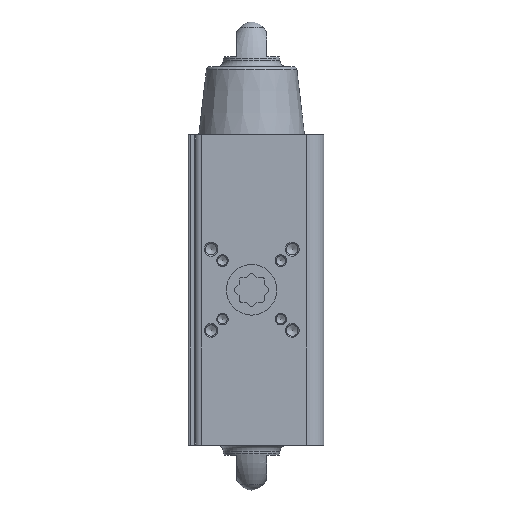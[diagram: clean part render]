
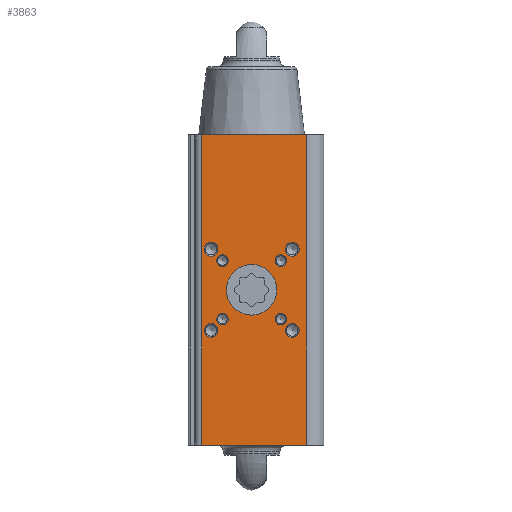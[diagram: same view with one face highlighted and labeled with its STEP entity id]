
A CAD part, front view. The second image highlights one B-rep face of the part: STEP entity #3863.
In plain terms, the highlighted planar face has unit normal (0, -1, 0).
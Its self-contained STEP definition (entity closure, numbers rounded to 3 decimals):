
#130=PLANE('',#4183);
#297=LINE('',#5872,#623);
#311=LINE('',#5917,#637);
#317=LINE('',#5944,#643);
#325=LINE('',#6065,#651);
#623=VECTOR('',#4640,1000.);
#637=VECTOR('',#4680,1000.);
#643=VECTOR('',#4708,1000.);
#651=VECTOR('',#4768,1000.);
#1038=ORIENTED_EDGE('',*,*,#2040,.F.);
#1039=ORIENTED_EDGE('',*,*,#2041,.F.);
#1040=ORIENTED_EDGE('',*,*,#2042,.F.);
#1041=ORIENTED_EDGE('',*,*,#2043,.F.);
#1042=ORIENTED_EDGE('',*,*,#2044,.F.);
#1043=ORIENTED_EDGE('',*,*,#2045,.F.);
#1044=ORIENTED_EDGE('',*,*,#2046,.F.);
#1045=ORIENTED_EDGE('',*,*,#2047,.F.);
#1046=ORIENTED_EDGE('',*,*,#2048,.F.);
#1047=ORIENTED_EDGE('',*,*,#2002,.T.);
#1048=ORIENTED_EDGE('',*,*,#2049,.F.);
#1049=ORIENTED_EDGE('',*,*,#2017,.F.);
#1050=ORIENTED_EDGE('',*,*,#1978,.T.);
#1978=EDGE_CURVE('',#2489,#2488,#297,.T.);
#2002=EDGE_CURVE('',#2488,#2506,#311,.T.);
#2017=EDGE_CURVE('',#2489,#2517,#317,.T.);
#2040=EDGE_CURVE('',#2535,#2535,#2871,.T.);
#2041=EDGE_CURVE('',#2536,#2536,#2872,.T.);
#2042=EDGE_CURVE('',#2537,#2537,#2873,.T.);
#2043=EDGE_CURVE('',#2538,#2538,#2874,.T.);
#2044=EDGE_CURVE('',#2539,#2539,#2875,.T.);
#2045=EDGE_CURVE('',#2540,#2540,#2876,.T.);
#2046=EDGE_CURVE('',#2541,#2541,#2877,.T.);
#2047=EDGE_CURVE('',#2542,#2542,#2878,.T.);
#2048=EDGE_CURVE('',#2543,#2543,#2879,.T.);
#2049=EDGE_CURVE('',#2517,#2506,#325,.T.);
#2488=VERTEX_POINT('',#5871);
#2489=VERTEX_POINT('',#5873);
#2506=VERTEX_POINT('',#5916);
#2517=VERTEX_POINT('',#5945);
#2535=VERTEX_POINT('',#6048);
#2536=VERTEX_POINT('',#6050);
#2537=VERTEX_POINT('',#6052);
#2538=VERTEX_POINT('',#6054);
#2539=VERTEX_POINT('',#6056);
#2540=VERTEX_POINT('',#6058);
#2541=VERTEX_POINT('',#6060);
#2542=VERTEX_POINT('',#6062);
#2543=VERTEX_POINT('',#6064);
#2871=CIRCLE('',#4184,3.);
#2872=CIRCLE('',#4185,3.);
#2873=CIRCLE('',#4186,3.);
#2874=CIRCLE('',#4187,3.);
#2875=CIRCLE('',#4188,2.5);
#2876=CIRCLE('',#4189,2.5);
#2877=CIRCLE('',#4190,2.5);
#2878=CIRCLE('',#4191,2.5);
#2879=CIRCLE('',#4192,11.);
#3047=EDGE_LOOP('',(#1038));
#3048=EDGE_LOOP('',(#1039));
#3049=EDGE_LOOP('',(#1040));
#3050=EDGE_LOOP('',(#1041));
#3051=EDGE_LOOP('',(#1042));
#3052=EDGE_LOOP('',(#1043));
#3053=EDGE_LOOP('',(#1044));
#3054=EDGE_LOOP('',(#1045));
#3055=EDGE_LOOP('',(#1046));
#3056=EDGE_LOOP('',(#1047,#1048,#1049,#1050));
#3422=FACE_BOUND('',#3047,.T.);
#3423=FACE_BOUND('',#3048,.T.);
#3424=FACE_BOUND('',#3049,.T.);
#3425=FACE_BOUND('',#3050,.T.);
#3426=FACE_BOUND('',#3051,.T.);
#3427=FACE_BOUND('',#3052,.T.);
#3428=FACE_BOUND('',#3053,.T.);
#3429=FACE_BOUND('',#3054,.T.);
#3430=FACE_BOUND('',#3055,.T.);
#3431=FACE_BOUND('',#3056,.T.);
#3863=ADVANCED_FACE('',(#3422,#3423,#3424,#3425,#3426,#3427,#3428,#3429,
#3430,#3431),#130,.F.);
#4183=AXIS2_PLACEMENT_3D('',#6046,#4748,#4749);
#4184=AXIS2_PLACEMENT_3D('',#6047,#4750,#4751);
#4185=AXIS2_PLACEMENT_3D('',#6049,#4752,#4753);
#4186=AXIS2_PLACEMENT_3D('',#6051,#4754,#4755);
#4187=AXIS2_PLACEMENT_3D('',#6053,#4756,#4757);
#4188=AXIS2_PLACEMENT_3D('',#6055,#4758,#4759);
#4189=AXIS2_PLACEMENT_3D('',#6057,#4760,#4761);
#4190=AXIS2_PLACEMENT_3D('',#6059,#4762,#4763);
#4191=AXIS2_PLACEMENT_3D('',#6061,#4764,#4765);
#4192=AXIS2_PLACEMENT_3D('',#6063,#4766,#4767);
#4640=DIRECTION('',(0.,0.,-1.));
#4680=DIRECTION('',(1.,0.,0.));
#4708=DIRECTION('',(1.,0.,0.));
#4748=DIRECTION('',(0.,1.,0.));
#4749=DIRECTION('',(0.,0.,1.));
#4750=DIRECTION('',(0.,-1.,0.));
#4751=DIRECTION('',(0.,0.,-1.));
#4752=DIRECTION('',(0.,-1.,0.));
#4753=DIRECTION('',(0.,0.,-1.));
#4754=DIRECTION('',(0.,-1.,0.));
#4755=DIRECTION('',(0.,0.,-1.));
#4756=DIRECTION('',(0.,-1.,0.));
#4757=DIRECTION('',(0.,0.,-1.));
#4758=DIRECTION('',(0.,-1.,0.));
#4759=DIRECTION('',(0.,0.,-1.));
#4760=DIRECTION('',(0.,-1.,0.));
#4761=DIRECTION('',(0.,0.,-1.));
#4762=DIRECTION('',(0.,-1.,0.));
#4763=DIRECTION('',(0.,0.,-1.));
#4764=DIRECTION('',(0.,-1.,0.));
#4765=DIRECTION('',(0.,0.,-1.));
#4766=DIRECTION('',(0.,-1.,0.));
#4767=DIRECTION('',(0.,0.,-1.));
#4768=DIRECTION('',(0.,0.,-1.));
#5871=CARTESIAN_POINT('',(-21.74,-31.5,-67.65));
#5872=CARTESIAN_POINT('',(-21.74,-31.5,67.65));
#5873=CARTESIAN_POINT('',(-21.74,-31.5,67.65));
#5916=CARTESIAN_POINT('',(24.1,-31.5,-67.65));
#5917=CARTESIAN_POINT('',(-21.74,-31.5,-67.65));
#5944=CARTESIAN_POINT('',(-21.74,-31.5,67.65));
#5945=CARTESIAN_POINT('',(24.1,-31.5,67.65));
#6046=CARTESIAN_POINT('',(-21.74,-31.5,67.65));
#6047=CARTESIAN_POINT('',(-17.678,-31.5,17.678));
#6048=CARTESIAN_POINT('',(-17.678,-31.5,14.678));
#6049=CARTESIAN_POINT('',(17.678,-31.5,17.678));
#6050=CARTESIAN_POINT('',(17.678,-31.5,14.678));
#6051=CARTESIAN_POINT('',(17.678,-31.5,-17.678));
#6052=CARTESIAN_POINT('',(17.678,-31.5,-20.678));
#6053=CARTESIAN_POINT('',(-17.678,-31.5,-17.678));
#6054=CARTESIAN_POINT('',(-17.678,-31.5,-20.678));
#6055=CARTESIAN_POINT('',(-12.728,-31.5,12.728));
#6056=CARTESIAN_POINT('',(-12.728,-31.5,10.228));
#6057=CARTESIAN_POINT('',(12.728,-31.5,12.728));
#6058=CARTESIAN_POINT('',(12.728,-31.5,10.228));
#6059=CARTESIAN_POINT('',(12.728,-31.5,-12.728));
#6060=CARTESIAN_POINT('',(12.728,-31.5,-15.228));
#6061=CARTESIAN_POINT('',(-12.728,-31.5,-12.728));
#6062=CARTESIAN_POINT('',(-12.728,-31.5,-15.228));
#6063=CARTESIAN_POINT('',(0.,-31.5,0.));
#6064=CARTESIAN_POINT('',(0.,-31.5,-11.));
#6065=CARTESIAN_POINT('',(24.1,-31.5,67.65));
